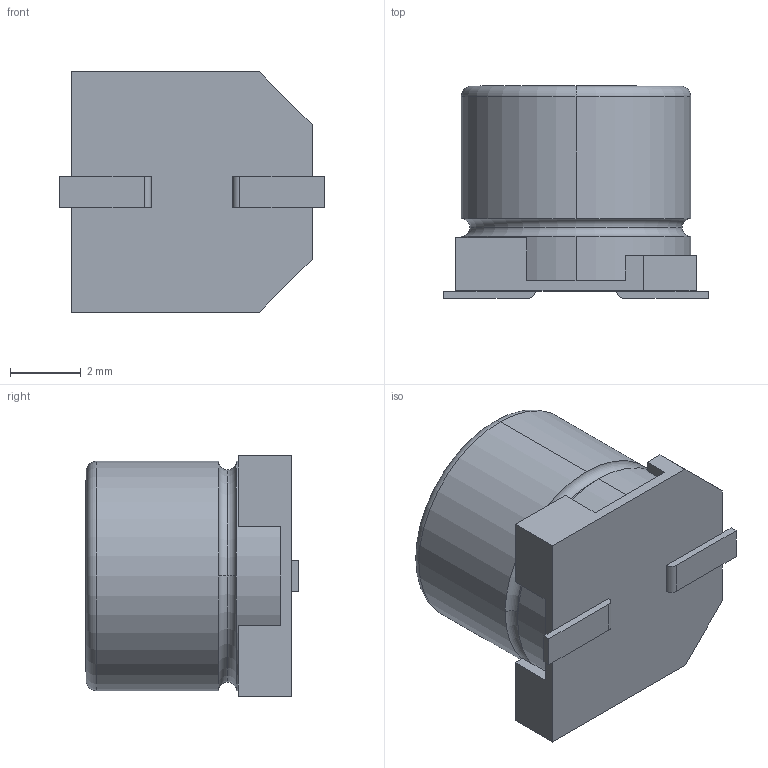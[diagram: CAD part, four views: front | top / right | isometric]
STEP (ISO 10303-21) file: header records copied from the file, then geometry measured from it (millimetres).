
FILE_DESCRIPTION (( 'STEP AP214' ), '1' );
FILE_NAME ('CAC_KS_6.3X5.7_D6.8L6W0.9F0.2A6.8B6.8C7.5P2.3.STEP', '2021-01-21T17:35:14', ( '' ), ( '' ), 'SwSTEP 2.0', 'SolidWorks 2014', '' );
FILE_SCHEMA (( 'AUTOMOTIVE_DESIGN' ));
Length unit declared in the file: millimetre
Products named in the file (1): CAC_KS_6.3X5.7_D6.8L6W0.9F0.2A6.8B6.8C7.5P2.3
Bounding box: 7.5 x 6 x 6.8 mm (x, y, z)
Volume: 201.2 mm3; surface area: 309.2 mm2
Topology: 5 solids, 5 shells, 76 faces, 187 edges, 122 vertices
Faces by surface type: plane 59, cylinder 11, torus 6
Entity records: 3129 total; most frequent: CARTESIAN_POINT 386, DIRECTION 377, ORIENTED_EDGE 374, EDGE_CURVE 187, LINE 151, VECTOR 151, VERTEX_POINT 122, AXIS2_PLACEMENT_3D 113
